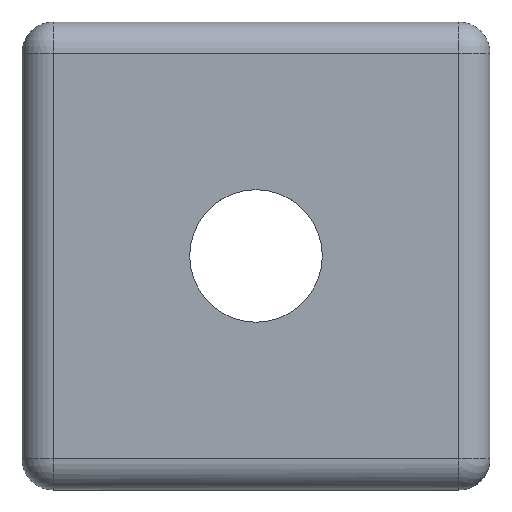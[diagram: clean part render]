
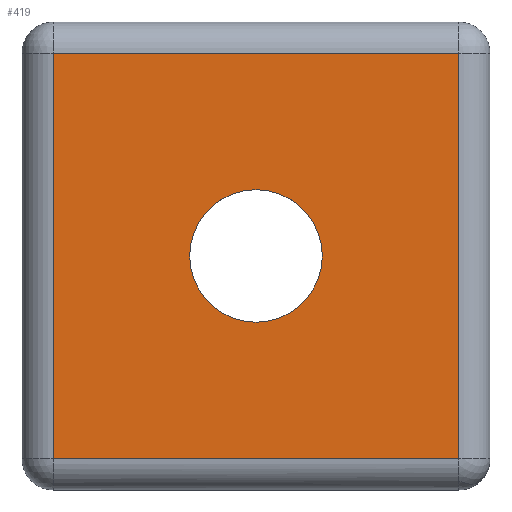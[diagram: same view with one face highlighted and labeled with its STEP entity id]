
A CAD part, top view. The second image highlights one B-rep face of the part: STEP entity #419.
In plain terms, the highlighted planar face has unit normal (0, 0, 1).
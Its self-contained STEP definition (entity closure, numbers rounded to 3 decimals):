
#14 = PLANE ( 'NONE',  #483 ) ;
#32 = FACE_OUTER_BOUND ( 'NONE', #752, .T. ) ;
#210 = CIRCLE ( 'NONE', #2301, 4.25 ) ;
#223 = EDGE_CURVE ( 'NONE', #1842, #1983, #423, .T. ) ;
#225 = DIRECTION ( 'NONE',  ( -1., 0., 0. ) ) ;
#232 = LINE ( 'NONE', #251, #412 ) ;
#239 = EDGE_CURVE ( 'NONE', #1250, #1289, #605, .T. ) ;
#242 = DIRECTION ( 'NONE',  ( 0., 0., 1. ) ) ;
#251 = CARTESIAN_POINT ( 'NONE',  ( 13., 13., 3. ) ) ;
#278 = FACE_BOUND ( 'NONE', #378, .T. ) ;
#287 = ORIENTED_EDGE ( 'NONE', *, *, #239, .T. ) ;
#328 = LINE ( 'NONE', #1002, #1680 ) ;
#378 = EDGE_LOOP ( 'NONE', ( #2392, #1256 ) ) ;
#412 = VECTOR ( 'NONE', #1547, 1000. ) ;
#419 = ADVANCED_FACE ( 'NONE', ( #32, #278 ), #14, .T. ) ;
#423 = CIRCLE ( 'NONE', #1340, 4.25 ) ;
#447 = CARTESIAN_POINT ( 'NONE',  ( 13., 13., 3. ) ) ;
#469 = VECTOR ( 'NONE', #2385, 1000. ) ;
#483 = AXIS2_PLACEMENT_3D ( 'NONE', #2034, #242, #2260 ) ;
#605 = LINE ( 'NONE', #693, #1503 ) ;
#693 = CARTESIAN_POINT ( 'NONE',  ( 13., -13., 3. ) ) ;
#707 = CARTESIAN_POINT ( 'NONE',  ( 0., 0., 3. ) ) ;
#711 = DIRECTION ( 'NONE',  ( 0., 0., -1. ) ) ;
#752 = EDGE_LOOP ( 'NONE', ( #287, #1829, #1624, #1362 ) ) ;
#942 = CARTESIAN_POINT ( 'NONE',  ( -13., 13., 3. ) ) ;
#1002 = CARTESIAN_POINT ( 'NONE',  ( 13., 13., 3. ) ) ;
#1080 = DIRECTION ( 'NONE',  ( -1., 0., 0. ) ) ;
#1087 = CARTESIAN_POINT ( 'NONE',  ( -13., -13., 3. ) ) ;
#1104 = DIRECTION ( 'NONE',  ( -1., 0., 0. ) ) ;
#1166 = EDGE_CURVE ( 'NONE', #1983, #1842, #210, .T. ) ;
#1250 = VERTEX_POINT ( 'NONE', #1087 ) ;
#1256 = ORIENTED_EDGE ( 'NONE', *, *, #1166, .T. ) ;
#1282 = CARTESIAN_POINT ( 'NONE',  ( 13., -13., 3. ) ) ;
#1289 = VERTEX_POINT ( 'NONE', #1282 ) ;
#1340 = AXIS2_PLACEMENT_3D ( 'NONE', #707, #1481, #1104 ) ;
#1362 = ORIENTED_EDGE ( 'NONE', *, *, #2362, .T. ) ;
#1366 = CARTESIAN_POINT ( 'NONE',  ( 4.25, 0., 3. ) ) ;
#1481 = DIRECTION ( 'NONE',  ( 0., 0., -1. ) ) ;
#1503 = VECTOR ( 'NONE', #1967, 1000. ) ;
#1547 = DIRECTION ( 'NONE',  ( 0., 1., 0. ) ) ;
#1594 = VERTEX_POINT ( 'NONE', #447 ) ;
#1624 = ORIENTED_EDGE ( 'NONE', *, *, #1932, .T. ) ;
#1680 = VECTOR ( 'NONE', #225, 1000. ) ;
#1692 = VERTEX_POINT ( 'NONE', #1951 ) ;
#1816 = CARTESIAN_POINT ( 'NONE',  ( -4.25, 0., 3. ) ) ;
#1829 = ORIENTED_EDGE ( 'NONE', *, *, #2125, .T. ) ;
#1842 = VERTEX_POINT ( 'NONE', #1816 ) ;
#1932 = EDGE_CURVE ( 'NONE', #1594, #1692, #328, .T. ) ;
#1951 = CARTESIAN_POINT ( 'NONE',  ( -13., 13., 3. ) ) ;
#1967 = DIRECTION ( 'NONE',  ( 1., 0., 0. ) ) ;
#1983 = VERTEX_POINT ( 'NONE', #1366 ) ;
#2034 = CARTESIAN_POINT ( 'NONE',  ( 13., 13., 3. ) ) ;
#2125 = EDGE_CURVE ( 'NONE', #1289, #1594, #232, .T. ) ;
#2136 = LINE ( 'NONE', #942, #469 ) ;
#2260 = DIRECTION ( 'NONE',  ( 1., 0., 0. ) ) ;
#2301 = AXIS2_PLACEMENT_3D ( 'NONE', #2339, #711, #1080 ) ;
#2339 = CARTESIAN_POINT ( 'NONE',  ( 0., 0., 3. ) ) ;
#2362 = EDGE_CURVE ( 'NONE', #1692, #1250, #2136, .T. ) ;
#2385 = DIRECTION ( 'NONE',  ( 0., -1., 0. ) ) ;
#2392 = ORIENTED_EDGE ( 'NONE', *, *, #223, .T. ) ;
